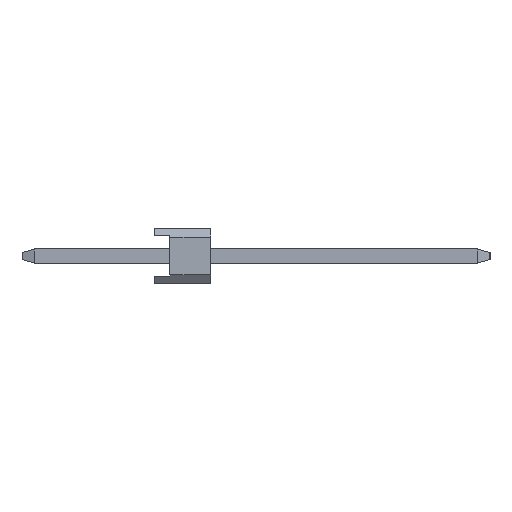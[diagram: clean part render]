
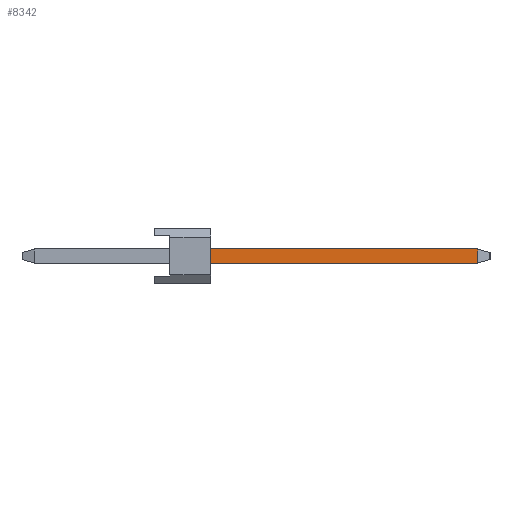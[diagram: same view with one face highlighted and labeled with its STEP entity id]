
A CAD part, left-side view. The second image highlights one B-rep face of the part: STEP entity #8342.
In plain terms, the highlighted planar face has unit normal (-1, 0, 0).
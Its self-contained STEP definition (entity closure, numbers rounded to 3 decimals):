
#4942=EDGE_CURVE('',#5462,#10460,#13327,.T.);
#5462=VERTEX_POINT('',#13897);
#6312=EDGE_CURVE('',#10460,#9096,#14851,.T.);
#6480=EDGE_CURVE('',#11510,#5462,#15036,.T.);
#8342=ADVANCED_FACE('',(#17091),#17092,.T.);
#9096=VERTEX_POINT('',#17920);
#10460=VERTEX_POINT('',#19428);
#10650=EDGE_CURVE('',#9096,#11510,#19640,.T.);
#11510=VERTEX_POINT('',#20581);
#13327=LINE('',#22883,#22884);
#13897=CARTESIAN_POINT('',(-33.34,-14.594,0.32));
#14851=LINE('',#25095,#25096);
#15036=LINE('',#25366,#25367);
#17091=FACE_OUTER_BOUND('',#28322,.T.);
#17092=PLANE('',#28323);
#17920=CARTESIAN_POINT('',(-33.34,-2.54,-0.32));
#19428=CARTESIAN_POINT('',(-33.34,-14.594,-0.32));
#19640=LINE('',#32014,#32015);
#20581=CARTESIAN_POINT('',(-33.34,-2.54,0.32));
#22883=CARTESIAN_POINT('',(-33.34,-14.594,0.5));
#22884=VECTOR('',#35694,1.0);
#25095=CARTESIAN_POINT('',(-33.34,5.414,-0.32));
#25096=VECTOR('',#37406,1.0);
#25366=CARTESIAN_POINT('',(-33.34,-4.59,0.32));
#25367=VECTOR('',#37595,1.0);
#28322=EDGE_LOOP('',(#39641,#39642,#39643,#39644));
#28323=AXIS2_PLACEMENT_3D('',#39645,#39646,#39647);
#32014=CARTESIAN_POINT('',(-33.34,-2.54,0.252));
#32015=VECTOR('',#42295,1.0);
#35694=DIRECTION('',(0.0,0.,-1.0));
#37406=DIRECTION('',(0.,1.0,0.));
#37595=DIRECTION('',(0.,-1.0,0.));
#39641=ORIENTED_EDGE('',*,*,#10650,.F.);
#39642=ORIENTED_EDGE('',*,*,#6312,.F.);
#39643=ORIENTED_EDGE('',*,*,#4942,.F.);
#39644=ORIENTED_EDGE('',*,*,#6480,.F.);
#39645=CARTESIAN_POINT('',(-33.34,5.414,0.5));
#39646=DIRECTION('',(-1.0,0.,0.));
#39647=DIRECTION('',(0.,1.0,0.));
#42295=DIRECTION('',(0.,0.,1.0));
